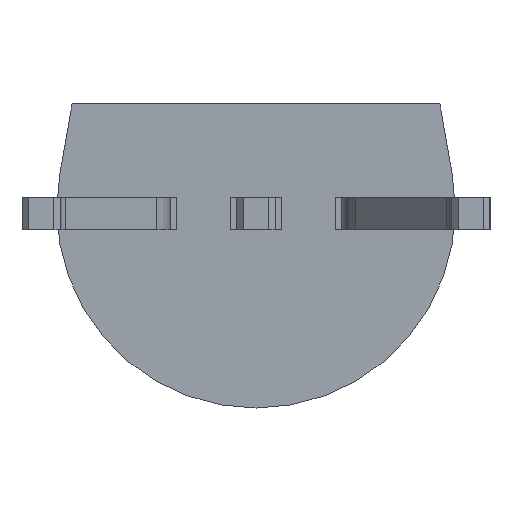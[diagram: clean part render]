
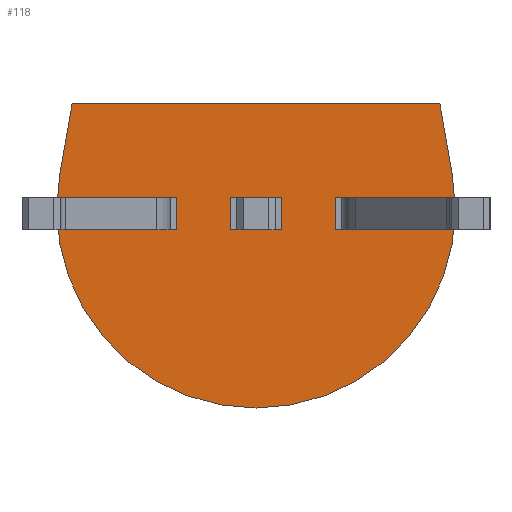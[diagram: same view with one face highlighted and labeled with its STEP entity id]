
A CAD part, front view. The second image highlights one B-rep face of the part: STEP entity #118.
In plain terms, the highlighted planar face has unit normal (0, -1, 0).
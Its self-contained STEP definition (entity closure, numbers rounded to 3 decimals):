
#41 = AXIS2_PLACEMENT_3D ( 'NONE', #784, #1464, #603 ) ;
#52 = VERTEX_POINT ( 'NONE', #1007 ) ;
#102 = VECTOR ( 'NONE', #618, 1000. ) ;
#118 = ADVANCED_FACE ( 'NONE', ( #1059 ), #588, .F. ) ;
#120 = VERTEX_POINT ( 'NONE', #1585 ) ;
#227 = ORIENTED_EDGE ( 'NONE', *, *, #663, .F. ) ;
#266 = DIRECTION ( 'NONE',  ( 0., 1., 0. ) ) ;
#310 = LINE ( 'NONE', #990, #1395 ) ;
#348 = EDGE_CURVE ( 'NONE', #471, #52, #1352, .T. ) ;
#465 = CARTESIAN_POINT ( 'NONE',  ( -2.226, 4., 1.33 ) ) ;
#471 = VERTEX_POINT ( 'NONE', #619 ) ;
#572 = VERTEX_POINT ( 'NONE', #465 ) ;
#588 = PLANE ( 'NONE',  #1474 ) ;
#603 = DIRECTION ( 'NONE',  ( 0., 0., 1. ) ) ;
#618 = DIRECTION ( 'NONE',  ( 0.174, 0., -0.985 ) ) ;
#619 = CARTESIAN_POINT ( 'NONE',  ( 2.226, 4., 1.33 ) ) ;
#632 = CARTESIAN_POINT ( 'NONE',  ( 2.376, 4., 0.481 ) ) ;
#640 = ORIENTED_EDGE ( 'NONE', *, *, #1546, .F. ) ;
#663 = EDGE_CURVE ( 'NONE', #1606, #572, #894, .T. ) ;
#705 = CARTESIAN_POINT ( 'NONE',  ( -2.376, 4., 0.481 ) ) ;
#784 = CARTESIAN_POINT ( 'NONE',  ( 0., 4., 0.062 ) ) ;
#795 = EDGE_LOOP ( 'NONE', ( #1729, #1676, #640, #227, #1440 ) ) ;
#874 = EDGE_CURVE ( 'NONE', #52, #120, #1378, .T. ) ;
#878 = EDGE_CURVE ( 'NONE', #120, #1606, #1047, .T. ) ;
#886 = DIRECTION ( 'NONE',  ( 0., 0., 1. ) ) ;
#887 = CARTESIAN_POINT ( 'NONE',  ( -2.376, 4., 0.481 ) ) ;
#894 = LINE ( 'NONE', #887, #2021 ) ;
#990 = CARTESIAN_POINT ( 'NONE',  ( -2.226, 4., 1.33 ) ) ;
#1007 = CARTESIAN_POINT ( 'NONE',  ( 2.376, 4., 0.481 ) ) ;
#1013 = DIRECTION ( 'NONE',  ( 1., 0., 0. ) ) ;
#1047 = CIRCLE ( 'NONE', #41, 2.413 ) ;
#1059 = FACE_OUTER_BOUND ( 'NONE', #795, .T. ) ;
#1131 = AXIS2_PLACEMENT_3D ( 'NONE', #1826, #266, #1489 ) ;
#1262 = DIRECTION ( 'NONE',  ( 0.174, 0., 0.985 ) ) ;
#1352 = LINE ( 'NONE', #632, #102 ) ;
#1378 = CIRCLE ( 'NONE', #1131, 2.413 ) ;
#1395 = VECTOR ( 'NONE', #1013, 1000. ) ;
#1440 = ORIENTED_EDGE ( 'NONE', *, *, #878, .F. ) ;
#1464 = DIRECTION ( 'NONE',  ( 0., 1., 0. ) ) ;
#1474 = AXIS2_PLACEMENT_3D ( 'NONE', #1746, #1737, #886 ) ;
#1489 = DIRECTION ( 'NONE',  ( 0., 0., 1. ) ) ;
#1546 = EDGE_CURVE ( 'NONE', #572, #471, #310, .T. ) ;
#1585 = CARTESIAN_POINT ( 'NONE',  ( 0., 4., -2.35 ) ) ;
#1606 = VERTEX_POINT ( 'NONE', #705 ) ;
#1676 = ORIENTED_EDGE ( 'NONE', *, *, #348, .F. ) ;
#1729 = ORIENTED_EDGE ( 'NONE', *, *, #874, .F. ) ;
#1737 = DIRECTION ( 'NONE',  ( 0., 1., 0. ) ) ;
#1746 = CARTESIAN_POINT ( 'NONE',  ( 0., 4., 0.062 ) ) ;
#1826 = CARTESIAN_POINT ( 'NONE',  ( 0., 4., 0.062 ) ) ;
#2021 = VECTOR ( 'NONE', #1262, 1000. ) ;
